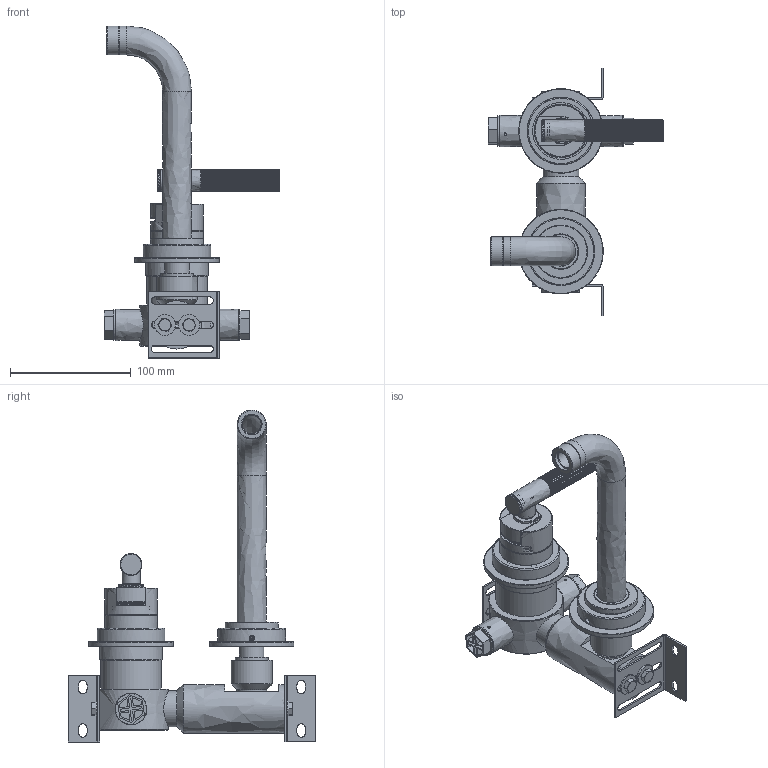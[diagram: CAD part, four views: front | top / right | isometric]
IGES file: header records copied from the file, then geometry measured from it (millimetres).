
Global section: file name: V7KA20S-2LL-NP; native system: Autodesk Inventor 2020; preprocessor: unknown; author: camerond; date: 20230106.132731; units: millimetre
Bounding box: 145.1 x 205 x 275.13 mm (x, y, z)
Volume: 445577 mm3; surface area: 234615.7 mm2
Topology: 61 solids, 61 shells, 2332 faces, 6132 edges, 4022 vertices
Faces by surface type: bspline 2332
